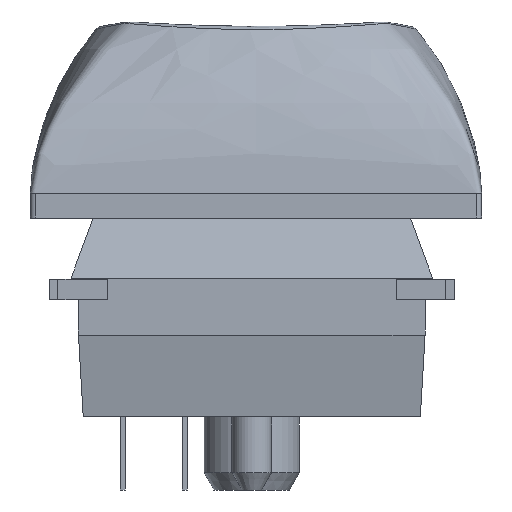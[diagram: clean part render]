
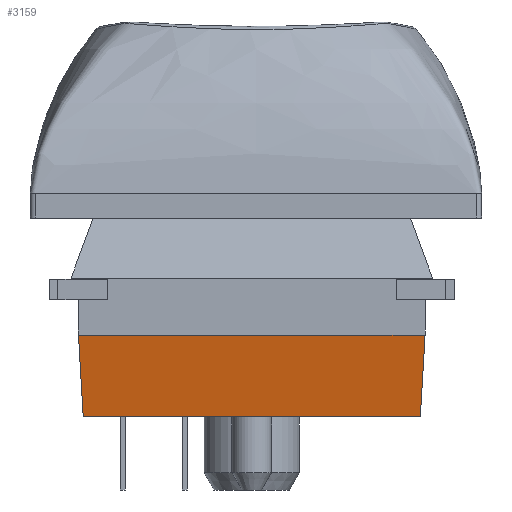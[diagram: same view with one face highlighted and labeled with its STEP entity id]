
A CAD part, left-side view. The second image highlights one B-rep face of the part: STEP entity #3159.
In plain terms, the highlighted planar face has unit normal (-0.983, 0, -0.185).
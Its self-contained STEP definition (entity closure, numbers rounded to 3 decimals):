
#2266 = VERTEX_POINT('',#2267);
#2267 = CARTESIAN_POINT('',(-6.99,7.015,3.325));
#2426 = EDGE_CURVE('',#2266,#2427,#2429,.T.);
#2427 = VERTEX_POINT('',#2428);
#2428 = CARTESIAN_POINT('',(-6.99,-6.965,3.325));
#2429 = LINE('',#2430,#2431);
#2430 = CARTESIAN_POINT('',(-6.99,-6.965,3.325));
#2431 = VECTOR('',#2432,1.);
#2432 = DIRECTION('',(0.,-1.,0.));
#2817 = VERTEX_POINT('',#2818);
#2818 = CARTESIAN_POINT('',(-6.37,6.825,0.025));
#2824 = EDGE_CURVE('',#2266,#2817,#2825,.T.);
#2825 = LINE('',#2826,#2827);
#2826 = CARTESIAN_POINT('',(-6.99,7.015,3.325));
#2827 = VECTOR('',#2828,1.);
#2828 = DIRECTION('',(0.184,-0.056,
    -0.981));
#3159 = ADVANCED_FACE('',(#3160),#3178,.T.);
#3160 = FACE_BOUND('',#3161,.T.);
#3161 = EDGE_LOOP('',(#3162,#3163,#3171,#3177));
#3162 = ORIENTED_EDGE('',*,*,#2824,.T.);
#3163 = ORIENTED_EDGE('',*,*,#3164,.T.);
#3164 = EDGE_CURVE('',#2817,#3165,#3167,.T.);
#3165 = VERTEX_POINT('',#3166);
#3166 = CARTESIAN_POINT('',(-6.37,-6.775,0.025));
#3167 = LINE('',#3168,#3169);
#3168 = CARTESIAN_POINT('',(-6.37,-6.775,0.025));
#3169 = VECTOR('',#3170,1.);
#3170 = DIRECTION('',(0.,-1.,0.));
#3171 = ORIENTED_EDGE('',*,*,#3172,.F.);
#3172 = EDGE_CURVE('',#2427,#3165,#3173,.T.);
#3173 = LINE('',#3174,#3175);
#3174 = CARTESIAN_POINT('',(-6.99,-6.965,3.325));
#3175 = VECTOR('',#3176,1.);
#3176 = DIRECTION('',(0.184,0.056,-0.981
    ));
#3177 = ORIENTED_EDGE('',*,*,#2426,.F.);
#3178 = PLANE('',#3179);
#3179 = AXIS2_PLACEMENT_3D('',#3180,#3181,#3182);
#3180 = CARTESIAN_POINT('',(-7.169,0.025,4.278));
#3181 = DIRECTION('',(-0.983,0.,
    -0.185));
#3182 = DIRECTION('',(-0.185,0.,
    0.983));
